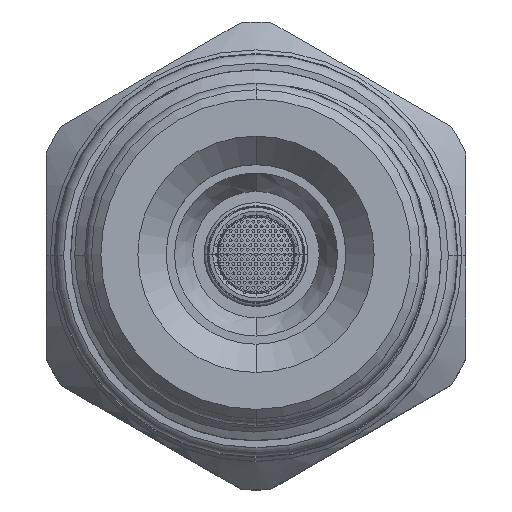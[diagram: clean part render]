
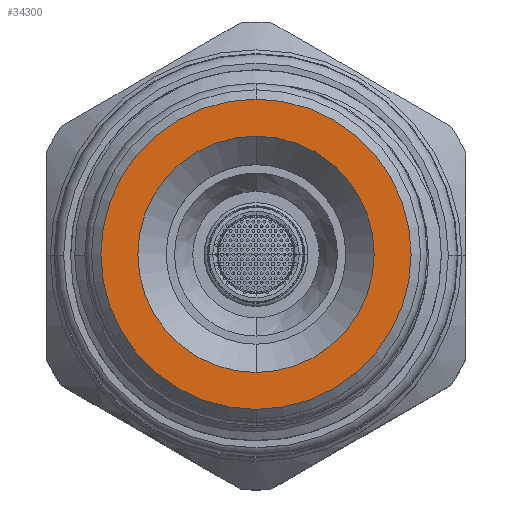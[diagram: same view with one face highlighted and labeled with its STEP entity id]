
A CAD part, top view. The second image highlights one B-rep face of the part: STEP entity #34300.
In plain terms, the highlighted planar face has unit normal (0, 0, 1).
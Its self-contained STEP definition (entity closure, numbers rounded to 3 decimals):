
#1636 = EDGE_CURVE ( 'NONE', #38885, #38886, #23178, .T. ) ;
#1971 = EDGE_CURVE ( 'NONE', #38883, #38884, #23462, .T. ) ;
#2035 = EDGE_CURVE ( 'NONE', #38886, #38885, #23516, .T. ) ;
#2043 = EDGE_CURVE ( 'NONE', #38884, #38883, #23518, .T. ) ;
#4071 = CARTESIAN_POINT ( 'NONE',  ( 0., 8.225, 45.202 ) ) ;
#4072 = CARTESIAN_POINT ( 'NONE',  ( 0., -8.225, 45.202 ) ) ;
#4073 = CARTESIAN_POINT ( 'NONE',  ( 0., -6.265, 45.202 ) ) ;
#4074 = CARTESIAN_POINT ( 'NONE',  ( 0., 6.265, 45.202 ) ) ;
#10910 = FACE_OUTER_BOUND ( 'NONE', #28743, .T. ) ;
#10920 = FACE_BOUND ( 'NONE', #27144, .T. ) ;
#20133 = CARTESIAN_POINT ( 'NONE',  ( 0., 0., 45.202 ) ) ;
#20136 = PLANE ( 'NONE',  #36815 ) ;
#20138 = DIRECTION ( 'NONE',  ( 0., 0., -1. ) ) ;
#20139 = DIRECTION ( 'NONE',  ( 0., -1., 0. ) ) ;
#20644 = CARTESIAN_POINT ( 'NONE',  ( 0., 0., 45.202 ) ) ;
#20645 = DIRECTION ( 'NONE',  ( 0., 0., 1. ) ) ;
#20646 = DIRECTION ( 'NONE',  ( 0., 1., 0. ) ) ;
#23178 = CIRCLE ( 'NONE', #36233, 6.265 ) ;
#23462 = CIRCLE ( 'NONE', #36354, 8.225 ) ;
#23516 = CIRCLE ( 'NONE', #36376, 6.265 ) ;
#23518 = CIRCLE ( 'NONE', #36377, 8.225 ) ;
#27144 = EDGE_LOOP ( 'NONE', ( #35335, #35334 ) ) ;
#28743 = EDGE_LOOP ( 'NONE', ( #35337, #35333 ) ) ;
#32280 = CARTESIAN_POINT ( 'NONE',  ( 0., 0., 45.202 ) ) ;
#32281 = DIRECTION ( 'NONE',  ( 0., 0., 1. ) ) ;
#32282 = DIRECTION ( 'NONE',  ( 0., -1., 0. ) ) ;
#32881 = CARTESIAN_POINT ( 'NONE',  ( 0., 0., 45.202 ) ) ;
#32882 = DIRECTION ( 'NONE',  ( 0., 0., 1. ) ) ;
#32883 = DIRECTION ( 'NONE',  ( 0., 1., 0. ) ) ;
#32969 = CARTESIAN_POINT ( 'NONE',  ( 0., 0., 45.202 ) ) ;
#32970 = DIRECTION ( 'NONE',  ( 0., 0., 1. ) ) ;
#32971 = DIRECTION ( 'NONE',  ( 0., -1., 0. ) ) ;
#34300 = ADVANCED_FACE ( 'NONE', ( #10910, #10920 ), #20136, .F. ) ;
#35333 = ORIENTED_EDGE ( 'NONE', *, *, #1971, .T. ) ;
#35334 = ORIENTED_EDGE ( 'NONE', *, *, #1636, .F. ) ;
#35335 = ORIENTED_EDGE ( 'NONE', *, *, #2035, .F. ) ;
#35337 = ORIENTED_EDGE ( 'NONE', *, *, #2043, .T. ) ;
#36233 = AXIS2_PLACEMENT_3D ( 'NONE', #20644, #20645, #20646 ) ;
#36354 = AXIS2_PLACEMENT_3D ( 'NONE', #32280, #32281, #32282 ) ;
#36376 = AXIS2_PLACEMENT_3D ( 'NONE', #32881, #32882, #32883 ) ;
#36377 = AXIS2_PLACEMENT_3D ( 'NONE', #32969, #32970, #32971 ) ;
#36815 = AXIS2_PLACEMENT_3D ( 'NONE', #20133, #20138, #20139 ) ;
#38883 = VERTEX_POINT ( 'NONE', #4071 ) ;
#38884 = VERTEX_POINT ( 'NONE', #4072 ) ;
#38885 = VERTEX_POINT ( 'NONE', #4073 ) ;
#38886 = VERTEX_POINT ( 'NONE', #4074 ) ;
